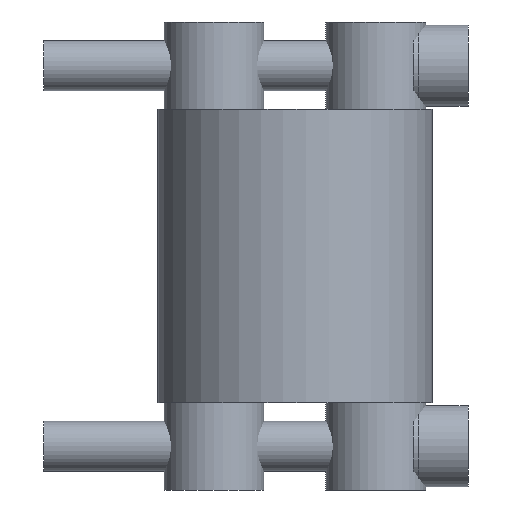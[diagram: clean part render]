
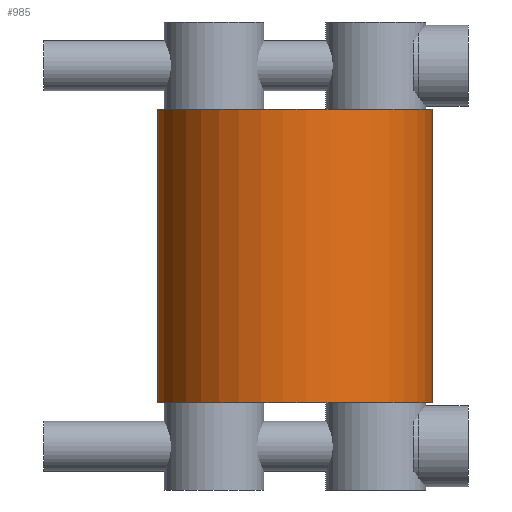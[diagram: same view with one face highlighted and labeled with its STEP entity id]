
A CAD part, front view. The second image highlights one B-rep face of the part: STEP entity #985.
In plain terms, the highlighted cylindrical face has radius 22 mm (diameter 44 mm), a partial arc.
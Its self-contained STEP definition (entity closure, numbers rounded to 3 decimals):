
#97=FACE_OUTER_BOUND('',#161,.T.);
#161=EDGE_LOOP('',(#770,#771,#772,#773));
#231=LINE('',#1637,#302);
#232=LINE('',#1641,#303);
#302=VECTOR('',#1319,10.);
#303=VECTOR('',#1324,10.);
#374=CIRCLE('',#1084,22.);
#386=CIRCLE('',#1108,22.);
#441=VERTEX_POINT('',#1570);
#446=VERTEX_POINT('',#1579);
#463=VERTEX_POINT('',#1635);
#464=VERTEX_POINT('',#1639);
#554=EDGE_CURVE('',#446,#441,#374,.T.);
#582=EDGE_CURVE('',#446,#463,#231,.T.);
#583=EDGE_CURVE('',#464,#463,#386,.T.);
#584=EDGE_CURVE('',#441,#464,#232,.T.);
#770=ORIENTED_EDGE('',*,*,#582,.T.);
#771=ORIENTED_EDGE('',*,*,#583,.F.);
#772=ORIENTED_EDGE('',*,*,#584,.F.);
#773=ORIENTED_EDGE('',*,*,#554,.F.);
#956=CYLINDRICAL_SURFACE('',#1107,22.);
#985=ADVANCED_FACE('',(#97),#956,.T.);
#1084=AXIS2_PLACEMENT_3D('',#1581,#1257,#1258);
#1107=AXIS2_PLACEMENT_3D('',#1638,#1320,#1321);
#1108=AXIS2_PLACEMENT_3D('',#1640,#1322,#1323);
#1257=DIRECTION('center_axis',(0.,0.,-1.));
#1258=DIRECTION('ref_axis',(-1.,0.02,0.));
#1319=DIRECTION('',(0.,0.,1.));
#1320=DIRECTION('center_axis',(0.,0.,1.));
#1321=DIRECTION('ref_axis',(0.,-1.,0.));
#1322=DIRECTION('center_axis',(0.,0.,1.));
#1323=DIRECTION('ref_axis',(-1.,0.02,0.));
#1324=DIRECTION('',(0.,0.,1.));
#1570=CARTESIAN_POINT('',(-21.995,0.449,-23.5));
#1579=CARTESIAN_POINT('',(21.995,0.449,-23.5));
#1581=CARTESIAN_POINT('Origin',(0.,0.,-23.5));
#1635=CARTESIAN_POINT('',(21.995,0.449,23.5));
#1637=CARTESIAN_POINT('',(21.995,0.449,0.));
#1638=CARTESIAN_POINT('Origin',(0.,0.,0.));
#1639=CARTESIAN_POINT('',(-21.995,0.449,23.5));
#1640=CARTESIAN_POINT('Origin',(0.,0.,23.5));
#1641=CARTESIAN_POINT('',(-21.995,0.449,0.));
